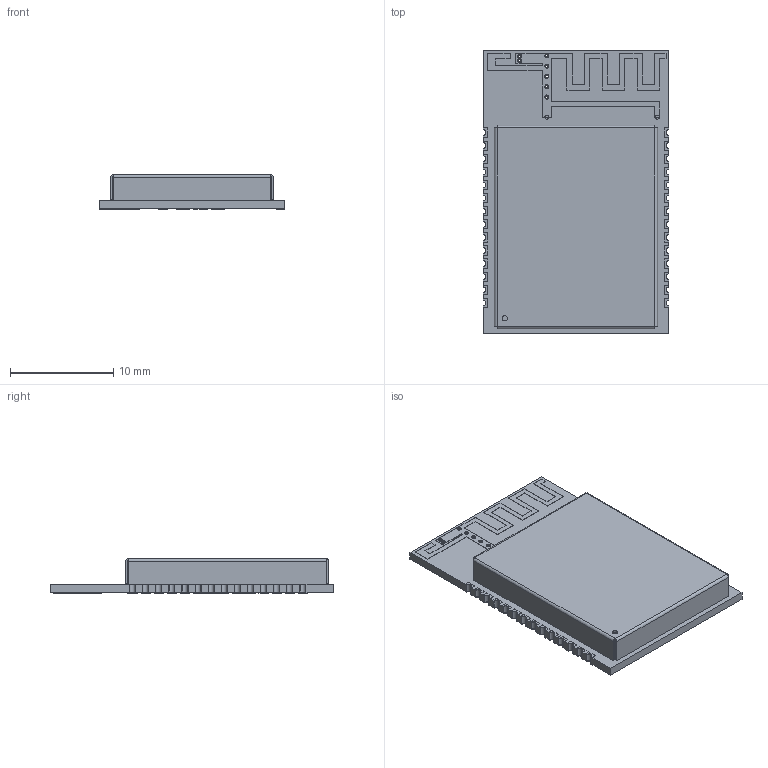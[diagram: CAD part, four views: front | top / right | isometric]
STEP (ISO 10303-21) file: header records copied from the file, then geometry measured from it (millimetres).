
FILE_DESCRIPTION (( 'STEP AP214' ), '1' );
FILE_NAME ('ESP32-C5-WROOM-1_V1-3-20250618.STEP', '2025-06-18T08:48:58', ( 'Windows User' ), ( 'P R C' ), 'SwSTEP 2.0', 'SolidWorks 2022', '' );
FILE_SCHEMA (( 'AUTOMOTIVE_DESIGN' ));
Length unit declared in the file: millimetre
Products named in the file (35): uid__2428; Submodel-D__3D_design_ESP32-C5_module_module_ESP32-C5-WROOM-1-3d_PCB_ESP32-C5-WROOM-1_V1.3_20250122_PCB_3D_ImportedPartModels_SOD882.step; Submodel-D__3D_design_ESP32-C5_module_module_ESP32-C5-WROOM-1-3d_PCB_ESP32-C5-WROOM-1_V1.3_20250122_PCB_3D_ImportedPartModels_XTAL2016.step; L0201_20210301.xtd; Submodel-SOP8_1P27_6P6_part_SOP8_1P27_6P6; Submodel-XTAL2016_part_XTAL2016; Submodel-D__3D_design_ESP32-C5_module_module_ESP32-C5-WROOM-1-3d_PCB_ESP32-C5-WROOM-1_V1.3_20250122_PCB_3D_ImportedPartModels_L0201_20210301.STEP; LFD182G45MJ5D658.xtd; Submodel-QFN48_0P4_6_E4P7_part_QFN48_0P4_6_E4P7; ShieldBox_ESP32-C5-WROOM-1_V1.1_20240603; ESP32_6x6_20210301.xtd; ESP32-C5-WROOM-1_V1-3-20250618; Submodel-SOD882_part_SOD882; Submodel-D__3D_design_ESP32-C5_module_module_ESP32-C5-WROOM-1-3d_PCB_ESP32-C5-WROOM-1_V1.3_20250122_PCB_3D_ImportedPartModels_C0402_20210301.STEP; C0201_20210301.xtd; Submodel-C0402_part_C0402; pad-0.8mm; Submodel-D__3D_design_ESP32-C5_module_module_ESP32-C5-WROOM-1-3d_PCB_ESP32-C5-WROOM-1_V1.3_20250122_PCB_3D_ImportedPartModels_SOP8_rev1_20210308.STEP; Imported; Submodel-D__3D_design_ESP32-C5_module_module_ESP32-C5-WROOM-1-3d_PCB_ESP32-C5-WROOM-1_V1.3_20250122_PCB_3D_ImportedPartModels_R0201_20210301.STEP; Submodel_DB-ANT-TYPEB-bottom; Submodel-D__3D_design_ESP32-C5_module_module_ESP32-C5-WROOM-1-3d_PCB_ESP32-C5-WROOM-1_V1.3_20250122_PCB_3D_ImportedPartModels_ESP32_6x6_20210301.STEP; Submodel-L0201_part_L0201; C0402_20210301.xtd; SOD882.xtd; Submodel-C0201_part_C0201; R0201_20210301.xtd; SOP8_rev1_20210308.xtd; Submodel-R0201_part_R0201; Submodel-D__3D_design_ESP32-C5_module_module_ESP32-C5-WROOM-1-3d_PCB_ESP32-C5-WROOM-1_V1.3_20250122_PCB_3D_ImportedPartModels_LFD182G45MJ5D658.stp; Submodel-DB-ANT-TYPEB-top-; XTAL2016.xtd; Submodel-D__3D_design_ESP32-C5_module_module_ESP32-C5-WROOM-1-3d_PCB_ESP32-C5-WROOM-1_V1.3_20250122_PCB_3D_ImportedPartModels_C0201_20210301.STEP; DesignRootModel; Submodel-DIPLEXER8_0P5_1P6X0P8_part_DIPLEXER8_0P5_1P6X0P8
Assembly tree (96 placements, depth 5):
  ESP32-C5-WROOM-1_V1-3-20250618
    DesignRootModel
      uid__2428
      Submodel-DIPLEXER8_0P5_1P6X0P8_part_DIPLEXER8_0P5_1P6X0P8
        Submodel-D__3D_design_ESP32-C5_module_module_ESP32-C5-WROOM-1-3d_PCB_ESP32-C5-WROOM-1_V1.3_20250122_PCB_3D_ImportedPartModels_LFD182G45MJ5D658.stp
          LFD182G45MJ5D658.xtd
      Submodel-XTAL2016_part_XTAL2016
        Submodel-D__3D_design_ESP32-C5_module_module_ESP32-C5-WROOM-1-3d_PCB_ESP32-C5-WROOM-1_V1.3_20250122_PCB_3D_ImportedPartModels_XTAL2016.step
          XTAL2016.xtd
      Submodel-R0201_part_R0201  x9
        Submodel-D__3D_design_ESP32-C5_module_module_ESP32-C5-WROOM-1-3d_PCB_ESP32-C5-WROOM-1_V1.3_20250122_PCB_3D_ImportedPartModels_R0201_20210301.STEP
          R0201_20210301.xtd
      Submodel-C0201_part_C0201  x23
        Submodel-D__3D_design_ESP32-C5_module_module_ESP32-C5-WROOM-1-3d_PCB_ESP32-C5-WROOM-1_V1.3_20250122_PCB_3D_ImportedPartModels_C0201_20210301.STEP
          C0201_20210301.xtd
      Submodel-C0402_part_C0402  x3
        Submodel-D__3D_design_ESP32-C5_module_module_ESP32-C5-WROOM-1-3d_PCB_ESP32-C5-WROOM-1_V1.3_20250122_PCB_3D_ImportedPartModels_C0402_20210301.STEP
          C0402_20210301.xtd
      Submodel-QFN48_0P4_6_E4P7_part_QFN48_0P4_6_E4P7
        Submodel-D__3D_design_ESP32-C5_module_module_ESP32-C5-WROOM-1-3d_PCB_ESP32-C5-WROOM-1_V1.3_20250122_PCB_3D_ImportedPartModels_ESP32_6x6_20210301.STEP
          ESP32_6x6_20210301.xtd
      Submodel-SOP8_1P27_6P6_part_SOP8_1P27_6P6
        Submodel-D__3D_design_ESP32-C5_module_module_ESP32-C5-WROOM-1-3d_PCB_ESP32-C5-WROOM-1_V1.3_20250122_PCB_3D_ImportedPartModels_SOP8_rev1_20210308.STEP
          SOP8_rev1_20210308.xtd
      Submodel-L0201_part_L0201  x4
        Submodel-D__3D_design_ESP32-C5_module_module_ESP32-C5-WROOM-1-3d_PCB_ESP32-C5-WROOM-1_V1.3_20250122_PCB_3D_ImportedPartModels_L0201_20210301.STEP
          L0201_20210301.xtd
      Submodel-SOD882_part_SOD882
        Submodel-D__3D_design_ESP32-C5_module_module_ESP32-C5-WROOM-1-3d_PCB_ESP32-C5-WROOM-1_V1.3_20250122_PCB_3D_ImportedPartModels_SOD882.step
          SOD882.xtd
    Imported
    Submodel-DB-ANT-TYPEB-top-
    Submodel_DB-ANT-TYPEB-bottom
    pad-0.8mm  x28
    ShieldBox_ESP32-C5-WROOM-1_V1.1_20240603
Bounding box: 18 x 27.5 x 3.35 mm (x, y, z)
Volume: 557 mm3; surface area: 2608.1 mm2
Topology: 288 solids, 288 shells, 4517 faces, 11052 edges, 6949 vertices
Faces by surface type: plane 2793, cylinder 1450, bspline 274
Entity records: 112201 total; most frequent: CARTESIAN_POINT 17592, ORIENTED_EDGE 13152, DIRECTION 13114, EDGE_CURVE 6576, LINE 4594, VECTOR 4594, VERTEX_POINT 4341, AXIS2_PLACEMENT_3D 4260
